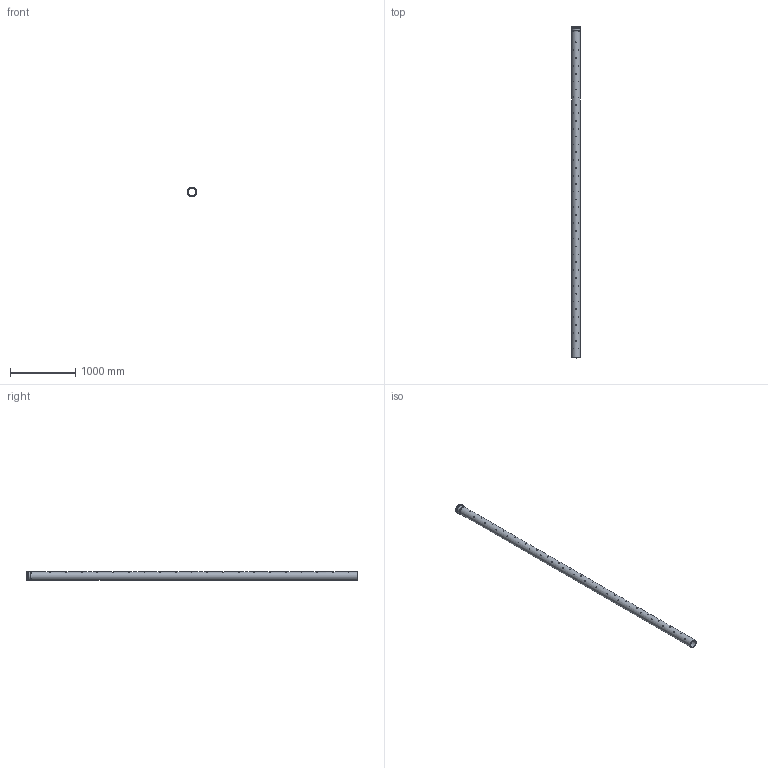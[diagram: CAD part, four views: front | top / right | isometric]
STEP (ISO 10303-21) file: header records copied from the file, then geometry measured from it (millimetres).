
FILE_DESCRIPTION(/* description */ (''),/* implementation_level */ '2;1');
FILE_NAME(/* name */ '770490z.stp',/* time_stamp */ '2023-09-12T09:04:25+02:00',/* author */ ('corinna'),/* organization */ (''),/* preprocessor_version */ 'ST-DEVELOPER v20',/* originating_system */ 'Autodesk Inventor 2024',/* authorisation */ '');
FILE_SCHEMA (('AUTOMOTIVE_DESIGN { 1 0 10303 214 3 1 1 }'));
Length unit declared in the file: millimetre
Products named in the file (1): 770490z
Bounding box: 145.8 x 5073.7 x 145.8 mm (x, y, z)
Volume: 7496810.3 mm3; surface area: 3870168.4 mm2
Topology: 1 solids, 1 shells, 115 faces, 405 edges, 295 vertices
Faces by surface type: cylinder 88, torus 14, cone 8, plane 5
Full cylindrical faces by diameter (mm): 12 x80, 117.2 x1, 125 x1, 125.5 x2, 131.5 x1, 132.7 x1, 139.8 x1, 145.8 x1
Entity records: 9675 total; most frequent: CARTESIAN_POINT 6176, ORIENTED_EDGE 810, DIRECTION 466, EDGE_CURVE 405, VERTEX_POINT 295, EDGE_LOOP 280, B_SPLINE_CURVE_WITH_KNOTS 240, AXIS2_PLACEMENT_3D 185
